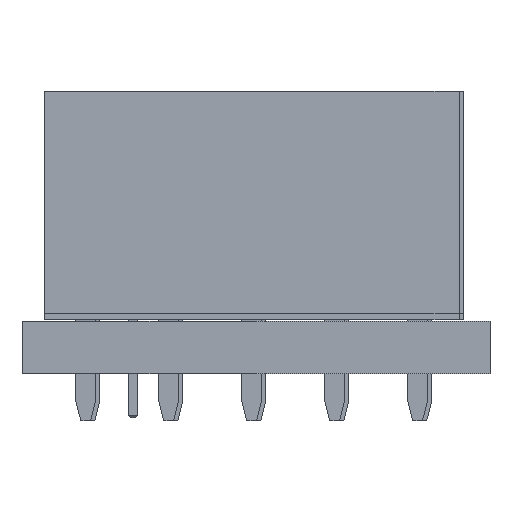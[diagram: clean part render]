
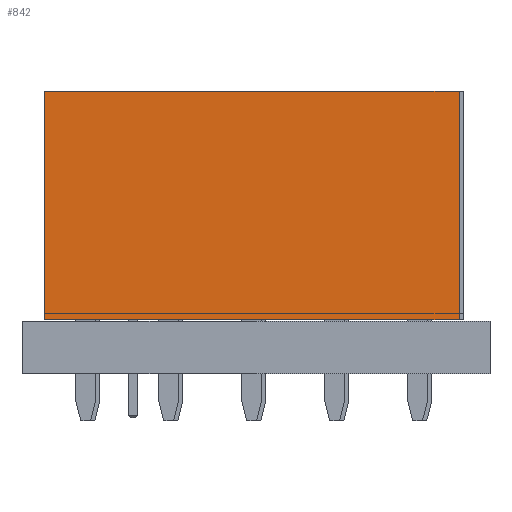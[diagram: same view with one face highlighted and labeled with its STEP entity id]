
A CAD part, front view. The second image highlights one B-rep face of the part: STEP entity #842.
In plain terms, the highlighted face is planar.
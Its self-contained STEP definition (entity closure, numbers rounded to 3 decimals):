
#119 = VERTEX_POINT('',#120);
#120 = CARTESIAN_POINT('',(-1.27,-11.43,0.));
#128 = EDGE_CURVE('',#119,#129,#131,.T.);
#129 = VERTEX_POINT('',#130);
#130 = CARTESIAN_POINT('',(-1.27,-11.43,7.));
#131 = LINE('',#132,#133);
#132 = CARTESIAN_POINT('',(-1.27,-11.43,0.));
#133 = VECTOR('',#134,1.);
#134 = DIRECTION('',(0.,0.,1.));
#191 = VERTEX_POINT('',#192);
#192 = CARTESIAN_POINT('',(-1.27,1.27,7.));
#198 = EDGE_CURVE('',#199,#191,#201,.T.);
#199 = VERTEX_POINT('',#200);
#200 = CARTESIAN_POINT('',(-1.27,1.27,0.));
#201 = LINE('',#202,#203);
#202 = CARTESIAN_POINT('',(-1.27,1.27,0.));
#203 = VECTOR('',#204,1.);
#204 = DIRECTION('',(0.,0.,1.));
#263 = EDGE_CURVE('',#191,#129,#264,.T.);
#264 = LINE('',#265,#266);
#265 = CARTESIAN_POINT('',(-1.27,1.27,7.));
#266 = VECTOR('',#267,1.);
#267 = DIRECTION('',(0.,-1.,0.));
#455 = EDGE_CURVE('',#199,#119,#456,.T.);
#456 = LINE('',#457,#458);
#457 = CARTESIAN_POINT('',(-1.27,1.27,0.));
#458 = VECTOR('',#459,1.);
#459 = DIRECTION('',(0.,-1.,0.));
#842 = ADVANCED_FACE('',(#843),#849,.F.);
#843 = FACE_BOUND('',#844,.F.);
#844 = EDGE_LOOP('',(#845,#846,#847,#848));
#845 = ORIENTED_EDGE('',*,*,#198,.T.);
#846 = ORIENTED_EDGE('',*,*,#263,.T.);
#847 = ORIENTED_EDGE('',*,*,#128,.F.);
#848 = ORIENTED_EDGE('',*,*,#455,.F.);
#849 = PLANE('',#850);
#850 = AXIS2_PLACEMENT_3D('',#851,#852,#853);
#851 = CARTESIAN_POINT('',(-1.27,1.27,0.));
#852 = DIRECTION('',(1.,0.,0.));
#853 = DIRECTION('',(0.,-1.,0.));
